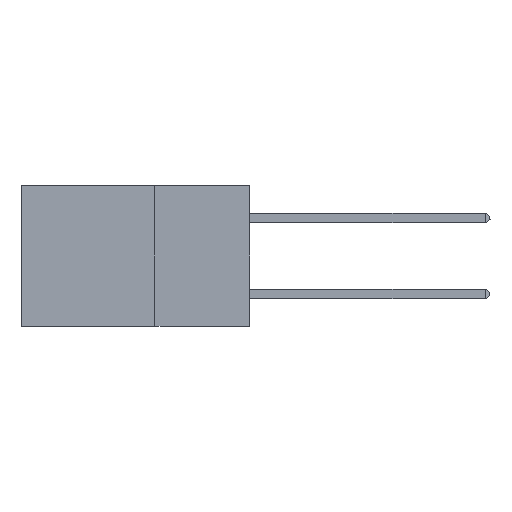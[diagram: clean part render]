
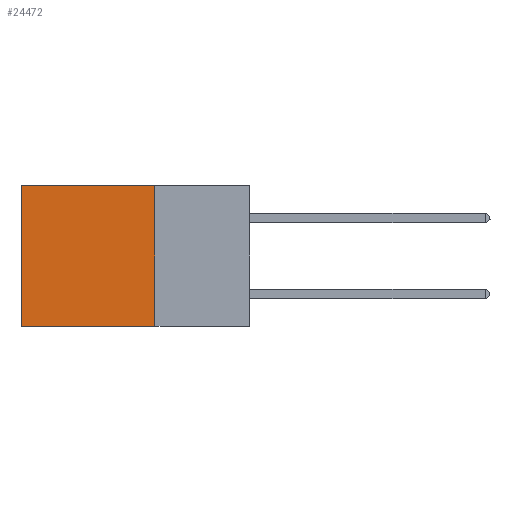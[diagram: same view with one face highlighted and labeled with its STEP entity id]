
A CAD part, left-side view. The second image highlights one B-rep face of the part: STEP entity #24472.
In plain terms, the highlighted planar face has unit normal (-1, 0, 0).
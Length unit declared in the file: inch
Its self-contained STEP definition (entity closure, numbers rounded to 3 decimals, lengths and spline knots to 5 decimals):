
#310 = VECTOR ( 'NONE', #22584, 39.37008 ) ;
#1122 = VERTEX_POINT ( 'NONE', #21863 ) ;
#2178 = VERTEX_POINT ( 'NONE', #28589 ) ;
#3337 = ORIENTED_EDGE ( 'NONE', *, *, #8351, .F. ) ;
#3533 = FACE_OUTER_BOUND ( 'NONE', #23735, .T. ) ;
#3717 = DIRECTION ( 'NONE',  ( 1., 0., 0. ) ) ;
#4410 = CARTESIAN_POINT ( 'NONE',  ( 0.2875, 0.6, 0. ) ) ;
#4886 = ORIENTED_EDGE ( 'NONE', *, *, #13474, .T. ) ;
#4897 = DIRECTION ( 'NONE',  ( 0., 1., 0. ) ) ;
#7146 = VECTOR ( 'NONE', #37293, 39.37008 ) ;
#8351 = EDGE_CURVE ( 'NONE', #15300, #1122, #31087, .T. ) ;
#9732 = LINE ( 'NONE', #4410, #18948 ) ;
#9917 = DIRECTION ( 'NONE',  ( 0., 0., -1. ) ) ;
#12723 = EDGE_CURVE ( 'NONE', #1122, #2178, #34777, .T. ) ;
#13461 = CARTESIAN_POINT ( 'NONE',  ( 0.2875, 0.25, 0. ) ) ;
#13474 = EDGE_CURVE ( 'NONE', #30791, #2178, #9732, .T. ) ;
#13591 = LINE ( 'NONE', #36321, #310 ) ;
#14796 = ORIENTED_EDGE ( 'NONE', *, *, #15866, .T. ) ;
#15300 = VERTEX_POINT ( 'NONE', #16502 ) ;
#15834 = DIRECTION ( 'NONE',  ( 0., 0., -1. ) ) ;
#15866 = EDGE_CURVE ( 'NONE', #15300, #30791, #13591, .T. ) ;
#16502 = CARTESIAN_POINT ( 'NONE',  ( 0.2875, 0.25, 0. ) ) ;
#18948 = VECTOR ( 'NONE', #9917, 39.37008 ) ;
#21863 = CARTESIAN_POINT ( 'NONE',  ( 0.2875, 0.25, -0.37 ) ) ;
#22584 = DIRECTION ( 'NONE',  ( 0., 1., 0. ) ) ;
#23735 = EDGE_LOOP ( 'NONE', ( #4886, #28175, #3337, #14796 ) ) ;
#24472 = ADVANCED_FACE ( 'NONE', ( #3533 ), #32828, .F. ) ;
#24939 = AXIS2_PLACEMENT_3D ( 'NONE', #33602, #3717, #15834 ) ;
#26009 = CARTESIAN_POINT ( 'NONE',  ( 0.2875, 0.25, -0.37 ) ) ;
#28175 = ORIENTED_EDGE ( 'NONE', *, *, #12723, .F. ) ;
#28589 = CARTESIAN_POINT ( 'NONE',  ( 0.2875, 0.6, -0.37 ) ) ;
#30774 = CARTESIAN_POINT ( 'NONE',  ( 0.2875, 0.6, 0. ) ) ;
#30791 = VERTEX_POINT ( 'NONE', #30774 ) ;
#31087 = LINE ( 'NONE', #13461, #7146 ) ;
#32828 = PLANE ( 'NONE',  #24939 ) ;
#33602 = CARTESIAN_POINT ( 'NONE',  ( 0.2875, 0.25, 0. ) ) ;
#33823 = VECTOR ( 'NONE', #4897, 39.37008 ) ;
#34777 = LINE ( 'NONE', #26009, #33823 ) ;
#36321 = CARTESIAN_POINT ( 'NONE',  ( 0.2875, 0.25, 0. ) ) ;
#37293 = DIRECTION ( 'NONE',  ( 0., 0., -1. ) ) ;
